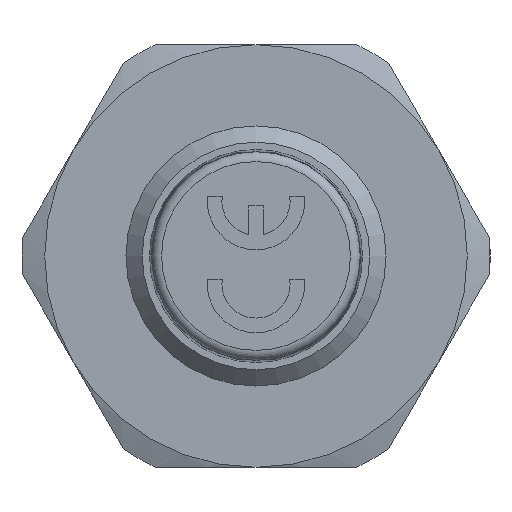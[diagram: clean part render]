
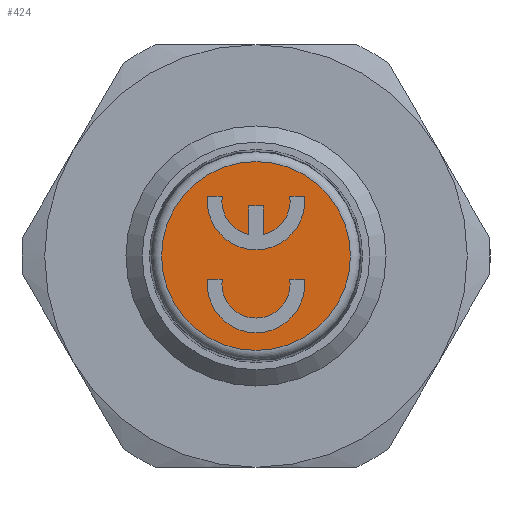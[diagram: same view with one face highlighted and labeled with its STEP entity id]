
A CAD part, left-side view. The second image highlights one B-rep face of the part: STEP entity #424.
In plain terms, the highlighted planar face has unit normal (-1, 0, 0).
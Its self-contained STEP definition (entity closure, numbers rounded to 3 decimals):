
#330 = TOROIDAL_SURFACE('',#331,2.904,0.3);
#331 = AXIS2_PLACEMENT_3D('',#332,#333,#334);
#332 = CARTESIAN_POINT('',(-4.7,0.,0.)
  );
#333 = DIRECTION('',(1.,0.,0.));
#334 = DIRECTION('',(0.,0.,-1.));
#368 = VERTEX_POINT('',#369);
#369 = CARTESIAN_POINT('',(-5.,2.904,0.));
#394 = EDGE_CURVE('',#368,#368,#395,.T.);
#395 = SURFACE_CURVE('',#396,(#401,#407),.PCURVE_S1.);
#396 = CIRCLE('',#397,2.904);
#397 = AXIS2_PLACEMENT_3D('',#398,#399,#400);
#398 = CARTESIAN_POINT('',(-5.,0.,0.)
  );
#399 = DIRECTION('',(1.,0.,0.));
#400 = DIRECTION('',(0.,-1.,0.));
#401 = PCURVE('',#330,#402);
#402 = DEFINITIONAL_REPRESENTATION('',(#403),#406);
#403 = B_SPLINE_CURVE_WITH_KNOTS('',1,(#404,#405),.UNSPECIFIED.,.F.,.F.,
  (2,2),(3.142,9.425),.PIECEWISE_BEZIER_KNOTS.);
#404 = CARTESIAN_POINT('',(1.571,4.712));
#405 = CARTESIAN_POINT('',(7.854,4.712));
#406 = ( GEOMETRIC_REPRESENTATION_CONTEXT(2) 
PARAMETRIC_REPRESENTATION_CONTEXT() REPRESENTATION_CONTEXT('2D SPACE',''
  ) );
#407 = PCURVE('',#408,#413);
#408 = PLANE('',#409);
#409 = AXIS2_PLACEMENT_3D('',#410,#411,#412);
#410 = CARTESIAN_POINT('',(-5.,1.6,0.));
#411 = DIRECTION('',(-1.,0.,0.));
#412 = DIRECTION('',(0.,0.,1.));
#413 = DEFINITIONAL_REPRESENTATION('',(#414),#422);
#414 = ( BOUNDED_CURVE() B_SPLINE_CURVE(2,(#415,#416,#417,#418,#419,#420
,#421),.UNSPECIFIED.,.F.,.F.) B_SPLINE_CURVE_WITH_KNOTS((1,2,2,2,2,1),(
    -2.094,0.,2.094,4.189,6.283,
8.378),.UNSPECIFIED.) CURVE() GEOMETRIC_REPRESENTATION_ITEM() 
RATIONAL_B_SPLINE_CURVE((1.,0.5,1.,0.5,1.,0.5,1.)) REPRESENTATION_ITEM(
  '') );
#415 = CARTESIAN_POINT('',(0.,-4.504));
#416 = CARTESIAN_POINT('',(-5.031,-4.504));
#417 = CARTESIAN_POINT('',(-2.515,-0.148));
#418 = CARTESIAN_POINT('',(0.,4.209));
#419 = CARTESIAN_POINT('',(2.515,-0.148));
#420 = CARTESIAN_POINT('',(5.031,-4.504));
#421 = CARTESIAN_POINT('',(0.,-4.504));
#422 = ( GEOMETRIC_REPRESENTATION_CONTEXT(2) 
PARAMETRIC_REPRESENTATION_CONTEXT() REPRESENTATION_CONTEXT('2D SPACE',''
  ) );
#424 = ADVANCED_FACE('',(#425),#408,.T.);
#425 = FACE_BOUND('',#426,.T.);
#426 = EDGE_LOOP('',(#427));
#427 = ORIENTED_EDGE('',*,*,#394,.F.);
